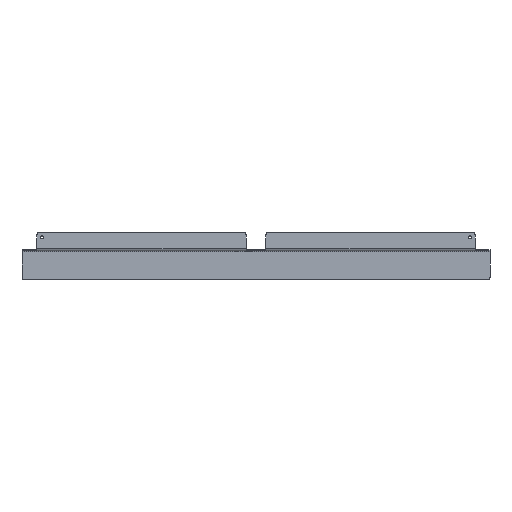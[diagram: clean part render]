
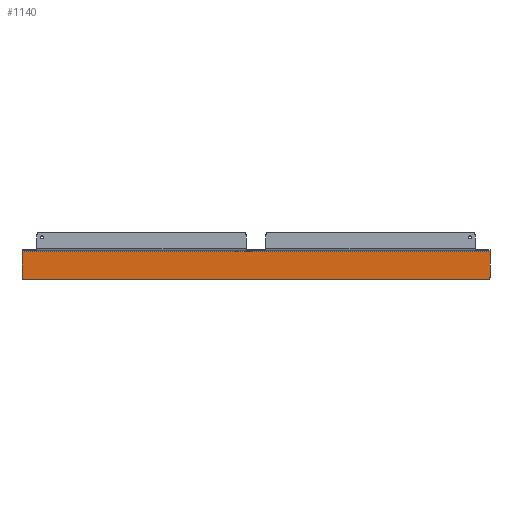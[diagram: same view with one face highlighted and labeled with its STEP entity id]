
A CAD part, front view. The second image highlights one B-rep face of the part: STEP entity #1140.
In plain terms, the highlighted planar face has unit normal (0, -1, 0).
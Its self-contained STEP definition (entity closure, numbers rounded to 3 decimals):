
#10 = CARTESIAN_POINT ( 'NONE',  ( -468.5, 22., 0. ) ) ;
#18 = VERTEX_POINT ( 'NONE', #296 ) ;
#22 = DIRECTION ( 'NONE',  ( 0., 0., 1. ) ) ;
#111 = VECTOR ( 'NONE', #711, 1000. ) ;
#126 = EDGE_CURVE ( 'NONE', #356, #527, #307, .T. ) ;
#158 = CARTESIAN_POINT ( 'NONE',  ( 468.5, 22., -60. ) ) ;
#208 = LINE ( 'NONE', #1173, #877 ) ;
#217 = CARTESIAN_POINT ( 'NONE',  ( 468.5, 22., 0. ) ) ;
#248 = CARTESIAN_POINT ( 'NONE',  ( 468.5, 22., -4. ) ) ;
#255 = DIRECTION ( 'NONE',  ( 0., 0., 1. ) ) ;
#269 = CARTESIAN_POINT ( 'NONE',  ( -468.5, 22., -4. ) ) ;
#296 = CARTESIAN_POINT ( 'NONE',  ( -463.5, 22., -60. ) ) ;
#298 = AXIS2_PLACEMENT_3D ( 'NONE', #851, #369, #255 ) ;
#299 = EDGE_CURVE ( 'NONE', #374, #18, #1235, .T. ) ;
#307 = LINE ( 'NONE', #10, #111 ) ;
#317 = PLANE ( 'NONE',  #348 ) ;
#348 = AXIS2_PLACEMENT_3D ( 'NONE', #217, #1217, #22 ) ;
#356 = VERTEX_POINT ( 'NONE', #269 ) ;
#369 = DIRECTION ( 'NONE',  ( 0., -1., 0. ) ) ;
#374 = VERTEX_POINT ( 'NONE', #1281 ) ;
#381 = VECTOR ( 'NONE', #1258, 1000. ) ;
#392 = FACE_OUTER_BOUND ( 'NONE', #989, .T. ) ;
#426 = CARTESIAN_POINT ( 'NONE',  ( 468.5, 22., 0. ) ) ;
#447 = DIRECTION ( 'NONE',  ( 0., 0., 1. ) ) ;
#491 = LINE ( 'NONE', #426, #1250 ) ;
#500 = VERTEX_POINT ( 'NONE', #248 ) ;
#510 = ORIENTED_EDGE ( 'NONE', *, *, #1211, .T. ) ;
#527 = VERTEX_POINT ( 'NONE', #897 ) ;
#533 = DIRECTION ( 'NONE',  ( 0., 0., -1. ) ) ;
#557 = CARTESIAN_POINT ( 'NONE',  ( 468.5, 22., -55. ) ) ;
#574 = DIRECTION ( 'NONE',  ( -1., 0., 0. ) ) ;
#711 = DIRECTION ( 'NONE',  ( 0., 0., -1. ) ) ;
#740 = DIRECTION ( 'NONE',  ( 0., -1., 0. ) ) ;
#751 = AXIS2_PLACEMENT_3D ( 'NONE', #1130, #740, #447 ) ;
#791 = EDGE_CURVE ( 'NONE', #374, #936, #880, .T. ) ;
#817 = ORIENTED_EDGE ( 'NONE', *, *, #1054, .T. ) ;
#851 = CARTESIAN_POINT ( 'NONE',  ( 463.5, 22., -55. ) ) ;
#877 = VECTOR ( 'NONE', #574, 1000. ) ;
#878 = ORIENTED_EDGE ( 'NONE', *, *, #126, .T. ) ;
#880 = CIRCLE ( 'NONE', #298, 5. ) ;
#897 = CARTESIAN_POINT ( 'NONE',  ( -468.5, 22., -55. ) ) ;
#936 = VERTEX_POINT ( 'NONE', #557 ) ;
#955 = CIRCLE ( 'NONE', #751, 5. ) ;
#964 = ORIENTED_EDGE ( 'NONE', *, *, #1072, .F. ) ;
#989 = EDGE_LOOP ( 'NONE', ( #1119, #1202, #964, #510, #878, #817 ) ) ;
#1054 = EDGE_CURVE ( 'NONE', #527, #18, #955, .T. ) ;
#1072 = EDGE_CURVE ( 'NONE', #500, #936, #491, .T. ) ;
#1119 = ORIENTED_EDGE ( 'NONE', *, *, #299, .F. ) ;
#1130 = CARTESIAN_POINT ( 'NONE',  ( -463.5, 22., -55. ) ) ;
#1140 = ADVANCED_FACE ( 'NONE', ( #392 ), #317, .F. ) ;
#1173 = CARTESIAN_POINT ( 'NONE',  ( 468.5, 22., -4. ) ) ;
#1202 = ORIENTED_EDGE ( 'NONE', *, *, #791, .T. ) ;
#1211 = EDGE_CURVE ( 'NONE', #500, #356, #208, .T. ) ;
#1217 = DIRECTION ( 'NONE',  ( 0., 1., 0. ) ) ;
#1235 = LINE ( 'NONE', #158, #381 ) ;
#1250 = VECTOR ( 'NONE', #533, 1000. ) ;
#1258 = DIRECTION ( 'NONE',  ( -1., 0., 0. ) ) ;
#1281 = CARTESIAN_POINT ( 'NONE',  ( 463.5, 22., -60. ) ) ;
